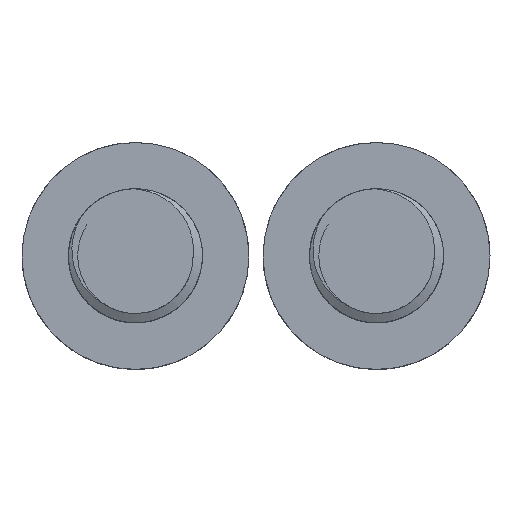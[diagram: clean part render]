
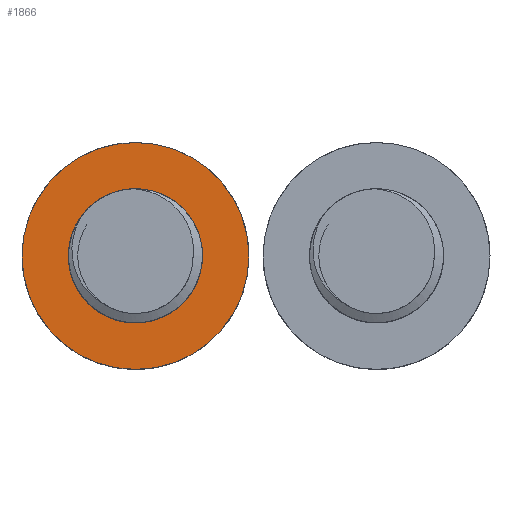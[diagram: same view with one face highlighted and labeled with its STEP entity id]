
A CAD part, top view. The second image highlights one B-rep face of the part: STEP entity #1866.
In plain terms, the highlighted planar face has unit normal (0, 0, 1).
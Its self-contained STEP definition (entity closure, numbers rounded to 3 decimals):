
#20=FACE_BOUND('',#224,.T.);
#29=PLANE('',#2012);
#105=FACE_OUTER_BOUND('',#223,.T.);
#223=EDGE_LOOP('',(#1351));
#224=EDGE_LOOP('',(#1352,#1353,#1354,#1355,#1356));
#313=CIRCLE('',#1980,4.071);
#314=CIRCLE('',#1982,4.071);
#317=CIRCLE('',#1992,4.725);
#325=CIRCLE('',#2005,8.);
#404=B_SPLINE_CURVE_WITH_KNOTS('',3,(#3410,#3411,#3412,#3413,#3414,#3415,
#3416,#3417,#3418,#3419,#3420,#3421),.UNSPECIFIED.,.F.,.F.,(4,2,2,2,2,4),
(0.377,0.455,0.619,0.789,
0.965,1.075),.UNSPECIFIED.);
#408=B_SPLINE_CURVE_WITH_KNOTS('',3,(#3696,#3697,#3698,#3699,#3700,#3701,
#3702,#3703,#3704,#3705,#3706,#3707,#3708,#3709,#3710,#3711,#3712,#3713,
#3714,#3715,#3716,#3717,#3718,#3719,#3720,#3721,#3722,#3723,#3724,#3725,
#3726,#3727,#3728,#3729,#3730,#3731,#3732,#3733,#3734,#3735,#3736,#3737,
#3738,#3739,#3740,#3741,#3742,#3743,#3744,#3745,#3746,#3747,#3748,#3749,
#3750,#3751,#3752,#3753,#3754,#3755,#3756,#3757,#3758,#3759,#3760,#3761,
#3762,#3763,#3764,#3765,#3766,#3767,#3768,#3769,#3770,#3771,#3772,#3773,
#3774,#3775,#3776,#3777),.UNSPECIFIED.,.F.,.F.,(4,3,3,3,3,3,3,3,3,3,3,3,
3,3,3,3,3,3,3,3,3,3,3,3,3,3,3,4),(-0.938,-0.9,
-0.861,-0.839,-0.83,-0.823,
-0.784,-0.744,-0.729,-0.719,
-0.714,-0.683,-0.645,-0.605,
-0.57,-0.557,-0.549,-0.544,
-0.504,-0.464,-0.423,-0.382,
-0.374,-0.368,-0.326,-0.284,
-0.241,-0.235),.UNSPECIFIED.);
#705=VERTEX_POINT('',#2921);
#706=VERTEX_POINT('',#2923);
#709=VERTEX_POINT('',#2946);
#720=VERTEX_POINT('',#3409);
#722=VERTEX_POINT('',#3695);
#731=VERTEX_POINT('',#4173);
#907=EDGE_CURVE('',#705,#706,#313,.T.);
#910=EDGE_CURVE('',#709,#705,#314,.T.);
#927=EDGE_CURVE('',#720,#709,#404,.F.);
#932=EDGE_CURVE('',#706,#722,#408,.T.);
#935=EDGE_CURVE('',#722,#720,#317,.T.);
#950=EDGE_CURVE('',#731,#731,#325,.T.);
#1351=ORIENTED_EDGE('',*,*,#950,.T.);
#1352=ORIENTED_EDGE('',*,*,#935,.T.);
#1353=ORIENTED_EDGE('',*,*,#927,.T.);
#1354=ORIENTED_EDGE('',*,*,#910,.T.);
#1355=ORIENTED_EDGE('',*,*,#907,.T.);
#1356=ORIENTED_EDGE('',*,*,#932,.T.);
#1866=ADVANCED_FACE('',(#105,#20),#29,.T.);
#1980=AXIS2_PLACEMENT_3D('',#2930,#2171,#2172);
#1982=AXIS2_PLACEMENT_3D('',#2947,#2176,#2177);
#1992=AXIS2_PLACEMENT_3D('',#3866,#2200,#2201);
#2005=AXIS2_PLACEMENT_3D('',#4174,#2228,#2229);
#2012=AXIS2_PLACEMENT_3D('',#4813,#2243,#2244);
#2171=DIRECTION('center_axis',(0.,0.,-1.));
#2172=DIRECTION('ref_axis',(-1.,0.,0.));
#2176=DIRECTION('center_axis',(0.,0.,-1.));
#2177=DIRECTION('ref_axis',(-1.,0.,0.));
#2200=DIRECTION('center_axis',(0.,0.,-1.));
#2201=DIRECTION('ref_axis',(-1.,0.,0.));
#2228=DIRECTION('center_axis',(0.,0.,1.));
#2229=DIRECTION('ref_axis',(1.,0.,0.));
#2243=DIRECTION('center_axis',(0.,0.,1.));
#2244=DIRECTION('ref_axis',(1.,0.,0.));
#2921=CARTESIAN_POINT('',(4.071,0.,82.5));
#2923=CARTESIAN_POINT('',(-2.356,-3.312,82.5));
#2930=CARTESIAN_POINT('Origin',(0.,0.,82.5));
#2946=CARTESIAN_POINT('',(4.07,0.069,82.5));
#2947=CARTESIAN_POINT('Origin',(0.,0.,82.5));
#3409=CARTESIAN_POINT('',(-0.135,4.723,82.5));
#3410=CARTESIAN_POINT('Ctrl Pts',(4.07,0.069,82.5));
#3411=CARTESIAN_POINT('Ctrl Pts',(4.092,0.328,82.5));
#3412=CARTESIAN_POINT('Ctrl Pts',(4.089,0.59,82.5));
#3413=CARTESIAN_POINT('Ctrl Pts',(4.002,1.394,82.5));
#3414=CARTESIAN_POINT('Ctrl Pts',(3.836,1.922,82.5));
#3415=CARTESIAN_POINT('Ctrl Pts',(3.305,2.904,82.5));
#3416=CARTESIAN_POINT('Ctrl Pts',(2.937,3.345,82.5));
#3417=CARTESIAN_POINT('Ctrl Pts',(2.041,4.078,82.5));
#3418=CARTESIAN_POINT('Ctrl Pts',(1.515,4.357,82.5));
#3419=CARTESIAN_POINT('Ctrl Pts',(0.597,4.637,82.5));
#3420=CARTESIAN_POINT('Ctrl Pts',(0.233,4.701,82.5));
#3421=CARTESIAN_POINT('Ctrl Pts',(-0.135,4.723,82.5));
#3695=CARTESIAN_POINT('',(-3.815,2.788,82.5));
#3696=CARTESIAN_POINT('Ctrl Pts',(-2.355,-3.312,82.5));
#3697=CARTESIAN_POINT('Ctrl Pts',(-2.465,-3.249,82.5));
#3698=CARTESIAN_POINT('Ctrl Pts',(-2.572,-3.18,82.5));
#3699=CARTESIAN_POINT('Ctrl Pts',(-2.676,-3.107,82.5));
#3700=CARTESIAN_POINT('Ctrl Pts',(-2.781,-3.033,82.5));
#3701=CARTESIAN_POINT('Ctrl Pts',(-2.883,-2.955,82.5));
#3702=CARTESIAN_POINT('Ctrl Pts',(-2.981,-2.872,82.5));
#3703=CARTESIAN_POINT('Ctrl Pts',(-3.037,-2.824,82.5));
#3704=CARTESIAN_POINT('Ctrl Pts',(-3.092,-2.775,82.5));
#3705=CARTESIAN_POINT('Ctrl Pts',(-3.146,-2.724,82.5));
#3706=CARTESIAN_POINT('Ctrl Pts',(-3.168,-2.704,82.5));
#3707=CARTESIAN_POINT('Ctrl Pts',(-3.189,-2.683,82.5));
#3708=CARTESIAN_POINT('Ctrl Pts',(-3.211,-2.662,82.5));
#3709=CARTESIAN_POINT('Ctrl Pts',(-3.226,-2.647,82.5));
#3710=CARTESIAN_POINT('Ctrl Pts',(-3.242,-2.632,82.5));
#3711=CARTESIAN_POINT('Ctrl Pts',(-3.257,-2.616,82.5));
#3712=CARTESIAN_POINT('Ctrl Pts',(-3.35,-2.523,82.5));
#3713=CARTESIAN_POINT('Ctrl Pts',(-3.438,-2.425,82.5));
#3714=CARTESIAN_POINT('Ctrl Pts',(-3.521,-2.324,82.5));
#3715=CARTESIAN_POINT('Ctrl Pts',(-3.604,-2.223,82.5));
#3716=CARTESIAN_POINT('Ctrl Pts',(-3.683,-2.119,82.5));
#3717=CARTESIAN_POINT('Ctrl Pts',(-3.757,-2.01,82.5));
#3718=CARTESIAN_POINT('Ctrl Pts',(-3.785,-1.969,82.5));
#3719=CARTESIAN_POINT('Ctrl Pts',(-3.813,-1.926,82.5));
#3720=CARTESIAN_POINT('Ctrl Pts',(-3.84,-1.883,82.5));
#3721=CARTESIAN_POINT('Ctrl Pts',(-3.857,-1.856,82.5));
#3722=CARTESIAN_POINT('Ctrl Pts',(-3.874,-1.828,82.5));
#3723=CARTESIAN_POINT('Ctrl Pts',(-3.891,-1.8,82.5));
#3724=CARTESIAN_POINT('Ctrl Pts',(-3.9,-1.785,82.5));
#3725=CARTESIAN_POINT('Ctrl Pts',(-3.908,-1.77,82.5));
#3726=CARTESIAN_POINT('Ctrl Pts',(-3.917,-1.755,82.5));
#3727=CARTESIAN_POINT('Ctrl Pts',(-3.968,-1.667,82.5));
#3728=CARTESIAN_POINT('Ctrl Pts',(-4.016,-1.577,82.5));
#3729=CARTESIAN_POINT('Ctrl Pts',(-4.06,-1.486,82.5));
#3730=CARTESIAN_POINT('Ctrl Pts',(-4.115,-1.371,82.5));
#3731=CARTESIAN_POINT('Ctrl Pts',(-4.165,-1.253,82.5));
#3732=CARTESIAN_POINT('Ctrl Pts',(-4.21,-1.134,82.5));
#3733=CARTESIAN_POINT('Ctrl Pts',(-4.255,-1.012,82.5));
#3734=CARTESIAN_POINT('Ctrl Pts',(-4.295,-0.888,
82.5));
#3735=CARTESIAN_POINT('Ctrl Pts',(-4.329,-0.762,
82.5));
#3736=CARTESIAN_POINT('Ctrl Pts',(-4.359,-0.649,82.5));
#3737=CARTESIAN_POINT('Ctrl Pts',(-4.385,-0.534,82.5));
#3738=CARTESIAN_POINT('Ctrl Pts',(-4.407,-0.419,
82.5));
#3739=CARTESIAN_POINT('Ctrl Pts',(-4.415,-0.376,
82.5));
#3740=CARTESIAN_POINT('Ctrl Pts',(-4.422,-0.332,82.5));
#3741=CARTESIAN_POINT('Ctrl Pts',(-4.429,-0.289,
82.5));
#3742=CARTESIAN_POINT('Ctrl Pts',(-4.433,-0.263,
82.5));
#3743=CARTESIAN_POINT('Ctrl Pts',(-4.437,-0.237,
82.5));
#3744=CARTESIAN_POINT('Ctrl Pts',(-4.44,-0.212,
82.5));
#3745=CARTESIAN_POINT('Ctrl Pts',(-4.442,-0.196,82.5));
#3746=CARTESIAN_POINT('Ctrl Pts',(-4.444,-0.18,
82.5));
#3747=CARTESIAN_POINT('Ctrl Pts',(-4.446,-0.164,
82.5));
#3748=CARTESIAN_POINT('Ctrl Pts',(-4.463,-0.03,
82.5));
#3749=CARTESIAN_POINT('Ctrl Pts',(-4.474,0.105,82.5));
#3750=CARTESIAN_POINT('Ctrl Pts',(-4.479,0.24,82.5));
#3751=CARTESIAN_POINT('Ctrl Pts',(-4.484,0.371,82.5));
#3752=CARTESIAN_POINT('Ctrl Pts',(-4.483,0.502,82.5));
#3753=CARTESIAN_POINT('Ctrl Pts',(-4.476,0.633,82.5));
#3754=CARTESIAN_POINT('Ctrl Pts',(-4.469,0.769,82.5));
#3755=CARTESIAN_POINT('Ctrl Pts',(-4.456,0.904,82.5));
#3756=CARTESIAN_POINT('Ctrl Pts',(-4.437,1.039,82.5));
#3757=CARTESIAN_POINT('Ctrl Pts',(-4.418,1.174,82.5));
#3758=CARTESIAN_POINT('Ctrl Pts',(-4.393,1.308,82.5));
#3759=CARTESIAN_POINT('Ctrl Pts',(-4.362,1.442,82.5));
#3760=CARTESIAN_POINT('Ctrl Pts',(-4.356,1.468,82.5));
#3761=CARTESIAN_POINT('Ctrl Pts',(-4.35,1.494,82.5));
#3762=CARTESIAN_POINT('Ctrl Pts',(-4.343,1.52,82.5));
#3763=CARTESIAN_POINT('Ctrl Pts',(-4.338,1.539,82.5));
#3764=CARTESIAN_POINT('Ctrl Pts',(-4.333,1.558,82.5));
#3765=CARTESIAN_POINT('Ctrl Pts',(-4.328,1.577,82.5));
#3766=CARTESIAN_POINT('Ctrl Pts',(-4.293,1.712,82.5));
#3767=CARTESIAN_POINT('Ctrl Pts',(-4.251,1.845,82.5));
#3768=CARTESIAN_POINT('Ctrl Pts',(-4.203,1.976,82.5));
#3769=CARTESIAN_POINT('Ctrl Pts',(-4.155,2.107,82.5));
#3770=CARTESIAN_POINT('Ctrl Pts',(-4.102,2.236,82.5));
#3771=CARTESIAN_POINT('Ctrl Pts',(-4.042,2.363,82.5));
#3772=CARTESIAN_POINT('Ctrl Pts',(-3.983,2.489,82.5));
#3773=CARTESIAN_POINT('Ctrl Pts',(-3.918,2.613,82.5));
#3774=CARTESIAN_POINT('Ctrl Pts',(-3.847,2.734,82.5));
#3775=CARTESIAN_POINT('Ctrl Pts',(-3.836,2.752,82.5));
#3776=CARTESIAN_POINT('Ctrl Pts',(-3.826,2.77,82.5));
#3777=CARTESIAN_POINT('Ctrl Pts',(-3.815,2.788,82.5));
#3866=CARTESIAN_POINT('Origin',(0.,0.,82.5));
#4173=CARTESIAN_POINT('',(-8.,0.,82.5));
#4174=CARTESIAN_POINT('Origin',(0.,0.,82.5));
#4813=CARTESIAN_POINT('Origin',(0.,0.,82.5));
